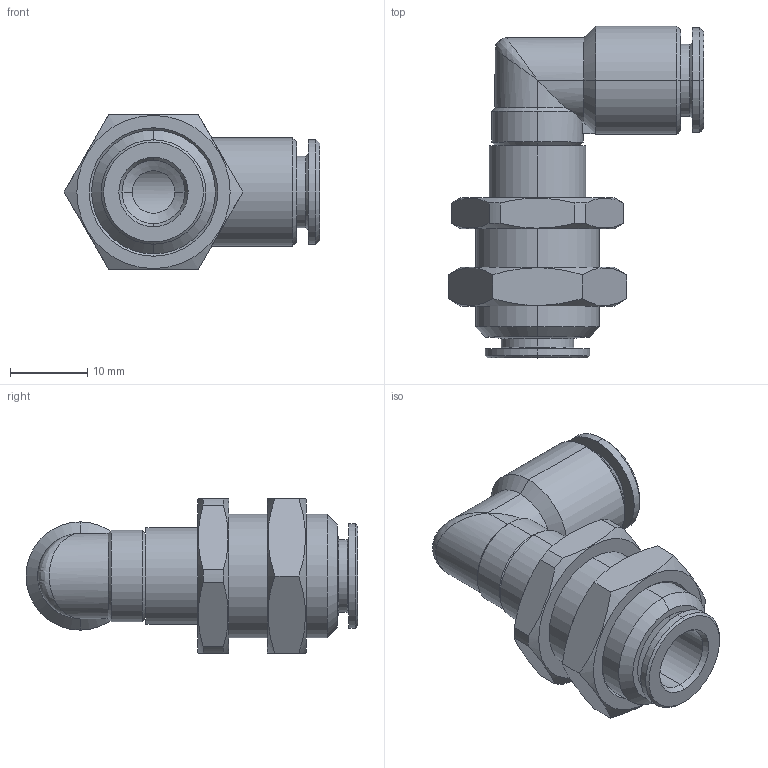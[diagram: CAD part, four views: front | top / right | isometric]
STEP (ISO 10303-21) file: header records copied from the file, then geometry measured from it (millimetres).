
FILE_DESCRIPTION (( 'STEP AP203' ), '1' );
FILE_NAME ('B0380040.STEP', '2011-04-29T09:58:03', ( 'UT1' ), ( 'sopra-pneumatic' ), 'SwSTEP 2.0', 'SolidWorks 2009', '' );
FILE_SCHEMA (( 'CONFIG_CONTROL_DESIGN' ));
Length unit declared in the file: millimetre
Products named in the file (1): B0380040
Bounding box: 33.05 x 42.9 x 20 mm (x, y, z)
Volume: 7038.6 mm3; surface area: 5214.1 mm2
Topology: 1 solids, 1 shells, 125 faces, 294 edges, 178 vertices
Faces by surface type: cone 43, cylinder 43, plane 37, bspline 2
Entity records: 4606 total; most frequent: CARTESIAN_POINT 1686, DIRECTION 614, ORIENTED_EDGE 580, EDGE_CURVE 290, AXIS2_PLACEMENT_3D 246, VERTEX_POINT 178, EDGE_LOOP 138, ADVANCED_FACE 125
